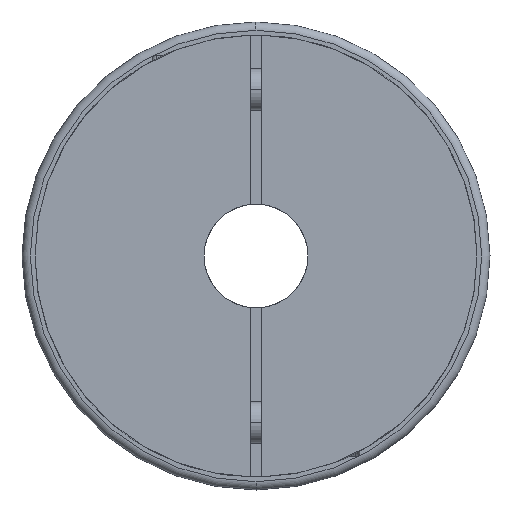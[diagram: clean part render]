
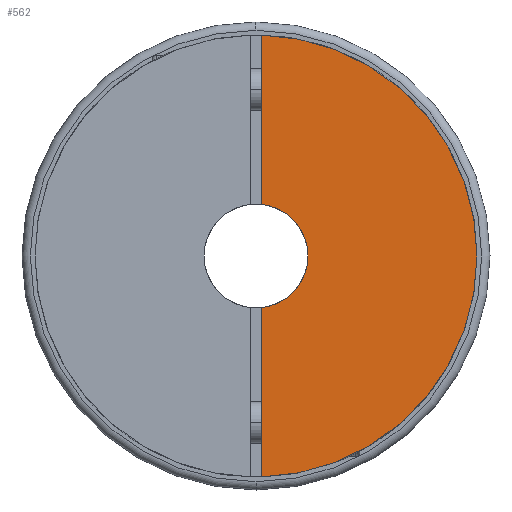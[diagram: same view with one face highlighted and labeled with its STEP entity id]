
A CAD part, left-side view. The second image highlights one B-rep face of the part: STEP entity #562.
In plain terms, the highlighted planar face has unit normal (-1, 0, 0).
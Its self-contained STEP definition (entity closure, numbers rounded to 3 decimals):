
#562=ADVANCED_FACE('',(#1246),#1247,.T.);
#1246=FACE_OUTER_BOUND('',#2057,.T.);
#1247=PLANE('',#2058);
#2057=EDGE_LOOP('',(#3708,#3709,#3710,#3711,#3712,#3713));
#2058=AXIS2_PLACEMENT_3D('',#3714,#3715,#3716);
#3708=ORIENTED_EDGE('',*,*,#5171,.T.);
#3709=ORIENTED_EDGE('',*,*,#5058,.T.);
#3710=ORIENTED_EDGE('',*,*,#5255,.T.);
#3711=ORIENTED_EDGE('',*,*,#5262,.T.);
#3712=ORIENTED_EDGE('',*,*,#5032,.F.);
#3713=ORIENTED_EDGE('',*,*,#5258,.F.);
#3714=CARTESIAN_POINT('',(0.0,-26.25,0.));
#3715=DIRECTION('',(-1.0,0.0,0.0));
#3716=DIRECTION('',(0.0,1.0,0.));
#5032=EDGE_CURVE('',#6134,#6137,#6138,.T.);
#5058=EDGE_CURVE('',#6184,#6181,#6185,.T.);
#5171=EDGE_CURVE('',#6368,#6184,#6369,.T.);
#5255=EDGE_CURVE('',#6181,#6464,#6466,.T.);
#5258=EDGE_CURVE('',#6368,#6134,#6469,.T.);
#5262=EDGE_CURVE('',#6464,#6137,#6473,.T.);
#6134=VERTEX_POINT('',#7582);
#6137=VERTEX_POINT('',#7586);
#6138=CIRCLE('',#7587,42.5);
#6181=VERTEX_POINT('',#7709);
#6184=VERTEX_POINT('',#7713);
#6185=CIRCLE('',#7714,10.0);
#6368=VERTEX_POINT('',#8236);
#6369=LINE('',#8237,#8238);
#6464=VERTEX_POINT('',#8381);
#6466=CIRCLE('',#8384,10.0);
#6469=CIRCLE('',#8387,42.5);
#6473=LINE('',#8392,#8393);
#7582=CARTESIAN_POINT('',(0.0,-42.5,0.));
#7586=CARTESIAN_POINT('',(0.,-1.0,-42.488));
#7587=AXIS2_PLACEMENT_3D('',#9575,#9576,#9577);
#7709=CARTESIAN_POINT('',(0.0,-10.0,0.));
#7713=CARTESIAN_POINT('',(0.,-1.,9.95));
#7714=AXIS2_PLACEMENT_3D('',#9617,#9618,#9619);
#8236=CARTESIAN_POINT('',(0.0,-1.,42.488));
#8237=CARTESIAN_POINT('',(0.,-1.0,-8.346));
#8238=VECTOR('',#9770,1.0);
#8381=CARTESIAN_POINT('',(0.,-1.0,-9.95));
#8384=AXIS2_PLACEMENT_3D('',#9900,#9901,#9902);
#8387=AXIS2_PLACEMENT_3D('',#9906,#9907,#9908);
#8392=CARTESIAN_POINT('',(0.,-1.0,-8.346));
#8393=VECTOR('',#9910,1.0);
#9575=CARTESIAN_POINT('',(0.0,0.0,0.0));
#9576=DIRECTION('',(1.0,0.0,0.0));
#9577=DIRECTION('',(0.0,-1.0,0.));
#9617=CARTESIAN_POINT('',(0.0,0.0,0.0));
#9618=DIRECTION('',(1.0,0.0,0.0));
#9619=DIRECTION('',(0.0,-1.0,0.));
#9770=DIRECTION('',(-0.0,0.,-1.0));
#9900=CARTESIAN_POINT('',(0.0,0.0,0.0));
#9901=DIRECTION('',(1.0,0.0,0.0));
#9902=DIRECTION('',(0.0,-1.0,0.));
#9906=CARTESIAN_POINT('',(0.0,0.0,0.0));
#9907=DIRECTION('',(1.0,0.0,0.0));
#9908=DIRECTION('',(0.0,-1.0,0.));
#9910=DIRECTION('',(-0.0,0.,-1.0));
